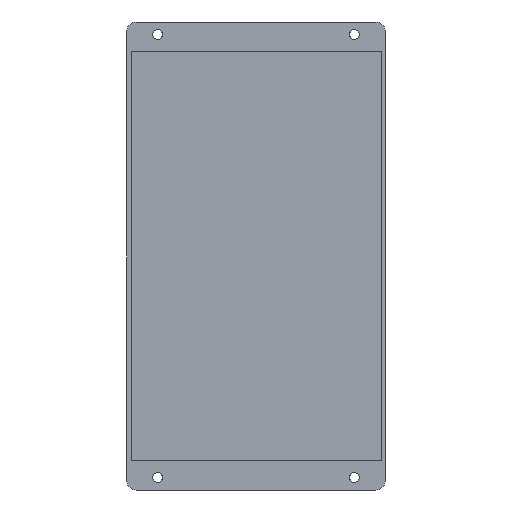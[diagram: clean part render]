
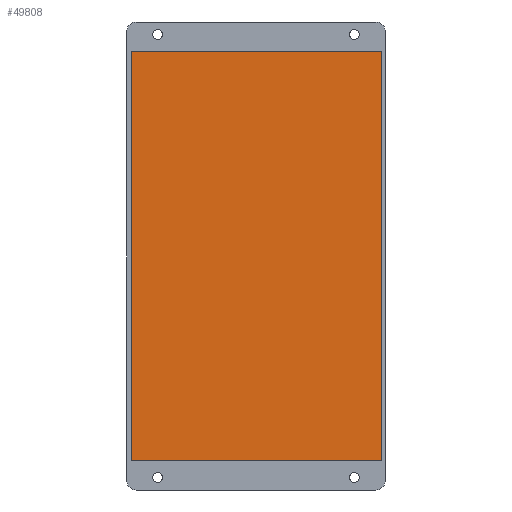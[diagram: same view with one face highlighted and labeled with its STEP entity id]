
A CAD part, front view. The second image highlights one B-rep face of the part: STEP entity #49808.
In plain terms, the highlighted planar face has unit normal (0, -1, 0).
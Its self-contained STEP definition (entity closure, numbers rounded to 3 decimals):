
#1609=FACE_OUTER_BOUND('',#4363,.T.);
#4363=EDGE_LOOP('',(#32673,#32674,#32675,#32676));
#7608=LINE('',#71384,#13897);
#7609=LINE('',#71386,#13898);
#7610=LINE('',#71388,#13899);
#7611=LINE('',#71389,#13900);
#13897=VECTOR('',#57176,10.);
#13898=VECTOR('',#57177,10.);
#13899=VECTOR('',#57178,10.);
#13900=VECTOR('',#57179,10.);
#20046=VERTEX_POINT('',#71382);
#20047=VERTEX_POINT('',#71383);
#20048=VERTEX_POINT('',#71385);
#20049=VERTEX_POINT('',#71387);
#24704=EDGE_CURVE('',#20046,#20047,#7608,.T.);
#24705=EDGE_CURVE('',#20047,#20048,#7609,.T.);
#24706=EDGE_CURVE('',#20048,#20049,#7610,.T.);
#24707=EDGE_CURVE('',#20049,#20046,#7611,.T.);
#32673=ORIENTED_EDGE('',*,*,#24704,.T.);
#32674=ORIENTED_EDGE('',*,*,#24705,.T.);
#32675=ORIENTED_EDGE('',*,*,#24706,.T.);
#32676=ORIENTED_EDGE('',*,*,#24707,.T.);
#44663=PLANE('',#52953);
#49808=ADVANCED_FACE('',(#1609),#44663,.T.);
#52953=AXIS2_PLACEMENT_3D('',#71381,#57174,#57175);
#57174=DIRECTION('center_axis',(0.,-1.,0.));
#57175=DIRECTION('ref_axis',(0.,0.,-1.));
#57176=DIRECTION('',(-1.,0.,0.));
#57177=DIRECTION('',(0.,0.,-1.));
#57178=DIRECTION('',(1.,0.,0.));
#57179=DIRECTION('',(0.,0.,1.));
#71381=CARTESIAN_POINT('Origin',(-51.,-1.25,-83.25));
#71382=CARTESIAN_POINT('',(0.,-1.25,0.));
#71383=CARTESIAN_POINT('',(-102.,-1.25,0.));
#71384=CARTESIAN_POINT('',(0.,-1.25,0.));
#71385=CARTESIAN_POINT('',(-102.,-1.25,-166.5));
#71386=CARTESIAN_POINT('',(-102.,-1.25,0.));
#71387=CARTESIAN_POINT('',(0.,-1.25,-166.5));
#71388=CARTESIAN_POINT('',(-102.,-1.25,-166.5));
#71389=CARTESIAN_POINT('',(0.,-1.25,-166.5));
